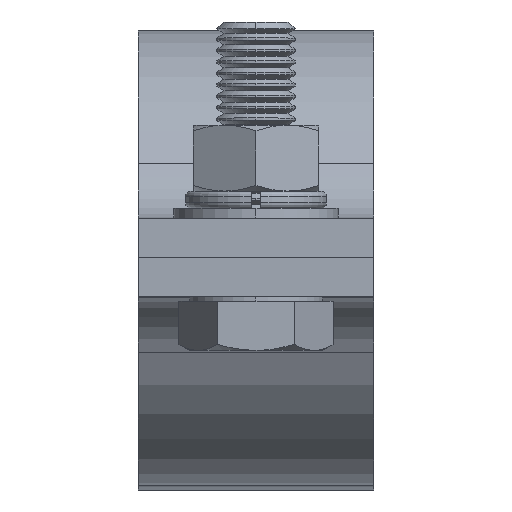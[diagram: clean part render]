
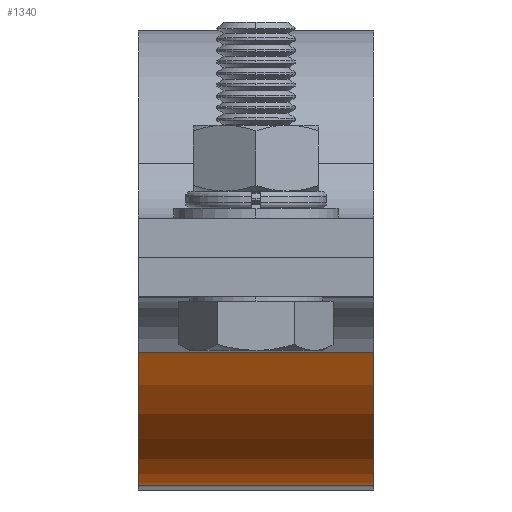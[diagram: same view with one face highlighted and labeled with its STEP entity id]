
A CAD part, top view. The second image highlights one B-rep face of the part: STEP entity #1340.
In plain terms, the highlighted cylindrical face has radius 29 mm (diameter 58 mm), a partial arc.
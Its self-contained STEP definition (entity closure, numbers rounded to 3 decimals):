
#165 = ORIENTED_EDGE ( 'NONE', *, *, #1867, .F. ) ;
#558 = DIRECTION ( 'NONE',  ( 0., 0., 1. ) ) ;
#579 = LINE ( 'NONE', #6359, #4322 ) ;
#957 = DIRECTION ( 'NONE',  ( 0., 0., -1. ) ) ;
#1276 = FACE_OUTER_BOUND ( 'NONE', #1915, .T. ) ;
#1340 = ADVANCED_FACE ( 'NONE', ( #1276 ), #3646, .T. ) ;
#1425 = CIRCLE ( 'NONE', #8373, 29. ) ;
#1544 = DIRECTION ( 'NONE',  ( -1., 0., 0. ) ) ;
#1740 = DIRECTION ( 'NONE',  ( 1., 0., 0. ) ) ;
#1867 = EDGE_CURVE ( 'NONE', #5926, #5401, #7451, .T. ) ;
#1915 = EDGE_LOOP ( 'NONE', ( #6149, #8828, #165, #8576 ) ) ;
#2157 = DIRECTION ( 'NONE',  ( -1., 0., 0. ) ) ;
#2174 = CARTESIAN_POINT ( 'NONE',  ( 15., -12.024, 176.39 ) ) ;
#2614 = CARTESIAN_POINT ( 'NONE',  ( 15., 0., 150. ) ) ;
#2683 = AXIS2_PLACEMENT_3D ( 'NONE', #7868, #2157, #558 ) ;
#3272 = CARTESIAN_POINT ( 'NONE',  ( -15., 0., 150. ) ) ;
#3397 = DIRECTION ( 'NONE',  ( 1., 0., 0. ) ) ;
#3646 = CYLINDRICAL_SURFACE ( 'NONE', #2683, 29. ) ;
#4322 = VECTOR ( 'NONE', #1544, 1000. ) ;
#5204 = CARTESIAN_POINT ( 'NONE',  ( 15., -12.024, 123.61 ) ) ;
#5401 = VERTEX_POINT ( 'NONE', #5204 ) ;
#5879 = CARTESIAN_POINT ( 'NONE',  ( 15., -12.024, 176.39 ) ) ;
#5926 = VERTEX_POINT ( 'NONE', #2174 ) ;
#6072 = CARTESIAN_POINT ( 'NONE',  ( -15., -12.024, 176.39 ) ) ;
#6149 = ORIENTED_EDGE ( 'NONE', *, *, #7704, .T. ) ;
#6164 = LINE ( 'NONE', #5879, #10333 ) ;
#6359 = CARTESIAN_POINT ( 'NONE',  ( 15., -12.024, 123.61 ) ) ;
#6587 = VERTEX_POINT ( 'NONE', #8495 ) ;
#6673 = EDGE_CURVE ( 'NONE', #5401, #6587, #579, .T. ) ;
#7113 = AXIS2_PLACEMENT_3D ( 'NONE', #2614, #3397, #957 ) ;
#7451 = CIRCLE ( 'NONE', #7113, 29. ) ;
#7704 = EDGE_CURVE ( 'NONE', #8425, #6587, #1425, .T. ) ;
#7868 = CARTESIAN_POINT ( 'NONE',  ( 15., 0., 150. ) ) ;
#8373 = AXIS2_PLACEMENT_3D ( 'NONE', #3272, #1740, #9765 ) ;
#8425 = VERTEX_POINT ( 'NONE', #6072 ) ;
#8495 = CARTESIAN_POINT ( 'NONE',  ( -15., -12.024, 123.61 ) ) ;
#8576 = ORIENTED_EDGE ( 'NONE', *, *, #9556, .T. ) ;
#8828 = ORIENTED_EDGE ( 'NONE', *, *, #6673, .F. ) ;
#9556 = EDGE_CURVE ( 'NONE', #5926, #8425, #6164, .T. ) ;
#9765 = DIRECTION ( 'NONE',  ( 0., 0., -1. ) ) ;
#9931 = DIRECTION ( 'NONE',  ( -1., 0., 0. ) ) ;
#10333 = VECTOR ( 'NONE', #9931, 1000. ) ;
